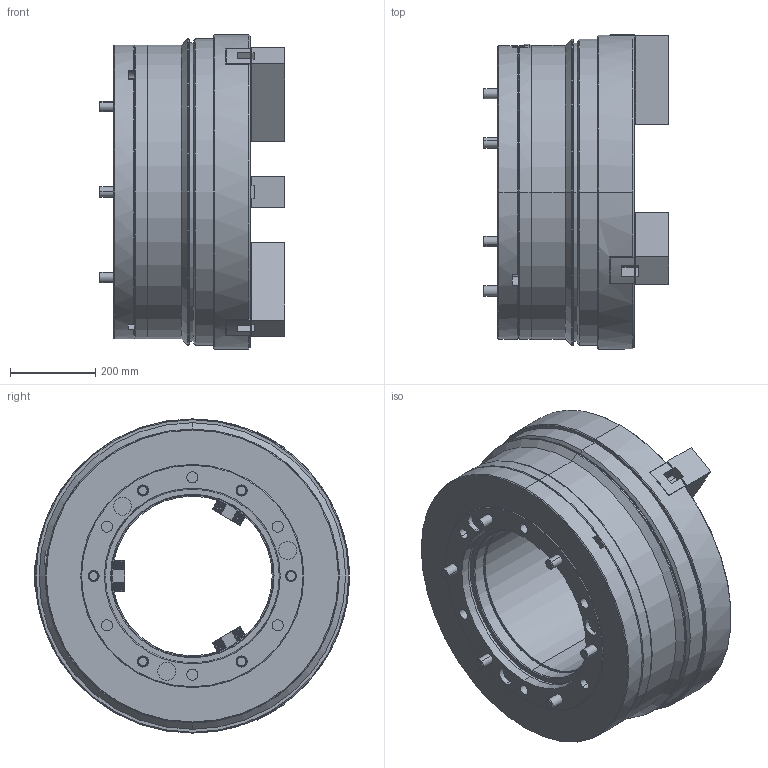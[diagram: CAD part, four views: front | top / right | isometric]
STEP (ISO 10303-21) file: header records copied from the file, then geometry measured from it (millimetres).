
FILE_DESCRIPTION (( 'STEP AP203' ), '1' );
FILE_NAME ('CF-AP-375A20.STEP', '2020-07-02T00:28:42', ( '' ), ( '' ), 'SwSTEP 2.0', 'SolidWorks 2016', '' );
FILE_SCHEMA (( 'CONFIG_CONTROL_DESIGN' ));
Length unit declared in the file: millimetre
Products named in the file (15): 圓頭內六角螺栓_M16x40; CF-AP-375-06000; 圓頭內六角螺栓_M16x200; CF-AP-375-07000; CF-AP-375-09000; CF-AP-185-17010; 圓頭內六角螺栓_M24x65; CF-AP-185-11000; CF-AP-375A20; CF-AP-320-04000; SJ-320; 圓頭內六角螺栓_M24x55; CF-AP-375-01000; 圓頭內六角螺栓_M8x16; CF-AP-375-03000
Assembly tree (55 placements, depth 2):
  CF-AP-375A20
    CF-AP-375-01000
    CF-AP-375-03000  x3
    CF-AP-375-06000
    CF-AP-375-07000
    CF-AP-185-17010  x2
    CF-AP-185-11000
    CF-AP-320-04000  x2
    SJ-320  x3
    圓頭內六角螺栓_M24x55  x4
    圓頭內六角螺栓_M8x16  x9
    圓頭內六角螺栓_M16x40  x12
    圓頭內六角螺栓_M16x200  x9
    CF-AP-375-09000
    圓頭內六角螺栓_M24x65  x6
Bounding box: 436.5 x 739.47 x 738 mm (x, y, z)
Volume: 93324556.5 mm3; surface area: 4655436.5 mm2
Topology: 55 solids, 55 shells, 6037 faces, 16807 edges, 10994 vertices
Faces by surface type: plane 4404, cylinder 1265, cone 362, sphere 4, torus 2
Entity records: 72817 total; most frequent: CARTESIAN_POINT 12654, ORIENTED_EDGE 12046, DIRECTION 11876, EDGE_CURVE 6023, VECTOR 4572, LINE 4572, VERTEX_POINT 3970, AXIS2_PLACEMENT_3D 3652
